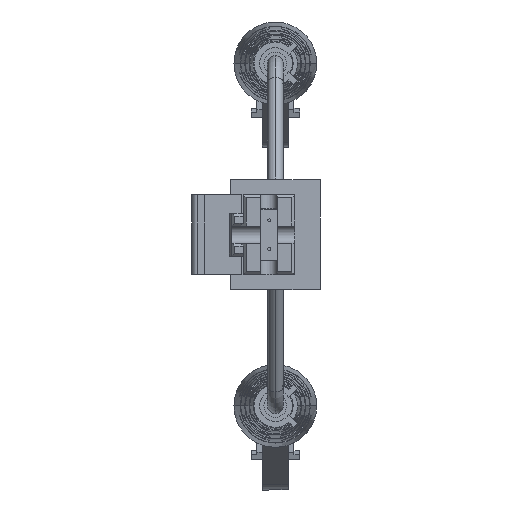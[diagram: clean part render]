
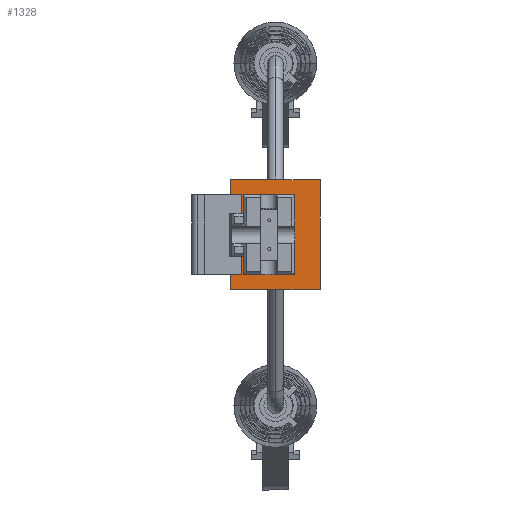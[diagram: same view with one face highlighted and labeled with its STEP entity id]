
A CAD part, left-side view. The second image highlights one B-rep face of the part: STEP entity #1328.
In plain terms, the highlighted face is planar.
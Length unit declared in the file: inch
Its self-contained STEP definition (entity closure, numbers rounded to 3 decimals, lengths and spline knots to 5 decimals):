
#1172 = EDGE_LOOP ( 'NONE', ( #1175, #1371, #1373, #1250 ) ) ;
#1175 = ORIENTED_EDGE ( 'NONE', *, *, #1177, .F. ) ;
#1177 = EDGE_CURVE ( 'NONE', #1384, #1179, #7483, .T. ) ;
#1179 = VERTEX_POINT ( 'NONE', #7619 ) ;
#1182 = ORIENTED_EDGE ( 'NONE', *, *, #1183, .T. ) ;
#1183 = EDGE_CURVE ( 'NONE', #1301, #1185, #7527, .T. ) ;
#1185 = VERTEX_POINT ( 'NONE', #7488 ) ;
#1214 = ORIENTED_EDGE ( 'NONE', *, *, #1215, .T. ) ;
#1215 = EDGE_CURVE ( 'NONE', #1185, #1246, #7604, .T. ) ;
#1242 = ORIENTED_EDGE ( 'NONE', *, *, #1244, .T. ) ;
#1244 = EDGE_CURVE ( 'NONE', #1246, #1247, #7510, .T. ) ;
#1246 = VERTEX_POINT ( 'NONE', #7629 ) ;
#1247 = VERTEX_POINT ( 'NONE', #7655 ) ;
#1250 = ORIENTED_EDGE ( 'NONE', *, *, #1251, .F. ) ;
#1251 = EDGE_CURVE ( 'NONE', #1179, #1376, #7663, .T. ) ;
#1297 = ORIENTED_EDGE ( 'NONE', *, *, #1300, .T. ) ;
#1300 = EDGE_CURVE ( 'NONE', #1247, #1301, #7785, .T. ) ;
#1301 = VERTEX_POINT ( 'NONE', #7817 ) ;
#1328 = ADVANCED_FACE ( 'NONE', ( #7788, #7787 ), #7777, .F. ) ;
#1329 = EDGE_LOOP ( 'NONE', ( #1242, #1297, #1182, #1214 ) ) ;
#1371 = ORIENTED_EDGE ( 'NONE', *, *, #1383, .F. ) ;
#1373 = ORIENTED_EDGE ( 'NONE', *, *, #1375, .F. ) ;
#1375 = EDGE_CURVE ( 'NONE', #1376, #1381, #7762, .T. ) ;
#1376 = VERTEX_POINT ( 'NONE', #7753 ) ;
#1381 = VERTEX_POINT ( 'NONE', #7864 ) ;
#1383 = EDGE_CURVE ( 'NONE', #1381, #1384, #7887, .T. ) ;
#1384 = VERTEX_POINT ( 'NONE', #7889 ) ;
#7481 = VECTOR ( 'NONE', #7561, 39.37008 ) ;
#7482 = CARTESIAN_POINT ( 'NONE',  ( 0.14, 0.2, -0.0675 ) ) ;
#7483 = LINE ( 'NONE', #7482, #7481 ) ;
#7488 = CARTESIAN_POINT ( 'NONE',  ( 0.1925, 0.2, -0.1575 ) ) ;
#7510 = LINE ( 'NONE', #7513, #7648 ) ;
#7513 = CARTESIAN_POINT ( 'NONE',  ( -0.1925, 0.2, 0.1575 ) ) ;
#7527 = LINE ( 'NONE', #7536, #7535 ) ;
#7534 = DIRECTION ( 'NONE',  ( 0., 0., -1. ) ) ;
#7535 = VECTOR ( 'NONE', #7534, 39.37008 ) ;
#7536 = CARTESIAN_POINT ( 'NONE',  ( 0.1925, 0.2, 0.1575 ) ) ;
#7561 = DIRECTION ( 'NONE',  ( 0., 0., -1. ) ) ;
#7594 = DIRECTION ( 'NONE',  ( -1., 0., 0. ) ) ;
#7595 = VECTOR ( 'NONE', #7594, 39.37008 ) ;
#7596 = CARTESIAN_POINT ( 'NONE',  ( -0.1925, 0.2, -0.1575 ) ) ;
#7604 = LINE ( 'NONE', #7596, #7595 ) ;
#7619 = CARTESIAN_POINT ( 'NONE',  ( 0.14, 0.2, -0.0675 ) ) ;
#7629 = CARTESIAN_POINT ( 'NONE',  ( -0.1925, 0.2, -0.1575 ) ) ;
#7648 = VECTOR ( 'NONE', #7706, 39.37008 ) ;
#7655 = CARTESIAN_POINT ( 'NONE',  ( -0.1925, 0.2, 0.1575 ) ) ;
#7661 = VECTOR ( 'NONE', #7686, 39.37008 ) ;
#7662 = CARTESIAN_POINT ( 'NONE',  ( 0.14, 0.2, -0.0675 ) ) ;
#7663 = LINE ( 'NONE', #7662, #7661 ) ;
#7686 = DIRECTION ( 'NONE',  ( -1., 0., 0. ) ) ;
#7706 = DIRECTION ( 'NONE',  ( 0., 0., 1. ) ) ;
#7753 = CARTESIAN_POINT ( 'NONE',  ( -0.14, 0.2, -0.0675 ) ) ;
#7754 = DIRECTION ( 'NONE',  ( 0., 0., 1. ) ) ;
#7755 = VECTOR ( 'NONE', #7754, 39.37008 ) ;
#7756 = CARTESIAN_POINT ( 'NONE',  ( -0.14, 0.2, -0.0675 ) ) ;
#7762 = LINE ( 'NONE', #7756, #7755 ) ;
#7775 = CARTESIAN_POINT ( 'NONE',  ( -0.1925, 0.2, -0.1575 ) ) ;
#7776 = AXIS2_PLACEMENT_3D ( 'NONE', #7775, #7813, #7812 ) ;
#7777 = PLANE ( 'NONE',  #7776 ) ;
#7785 = LINE ( 'NONE', #7852, #7851 ) ;
#7787 = FACE_BOUND ( 'NONE', #1172, .T. ) ;
#7788 = FACE_OUTER_BOUND ( 'NONE', #1329, .T. ) ;
#7812 = DIRECTION ( 'NONE',  ( 0., 0., -1. ) ) ;
#7813 = DIRECTION ( 'NONE',  ( 0., -1., 0. ) ) ;
#7817 = CARTESIAN_POINT ( 'NONE',  ( 0.1925, 0.2, 0.1575 ) ) ;
#7850 = DIRECTION ( 'NONE',  ( 1., 0., 0. ) ) ;
#7851 = VECTOR ( 'NONE', #7850, 39.37008 ) ;
#7852 = CARTESIAN_POINT ( 'NONE',  ( -0.1925, 0.2, 0.1575 ) ) ;
#7864 = CARTESIAN_POINT ( 'NONE',  ( -0.14, 0.2, 0.1125 ) ) ;
#7887 = LINE ( 'NONE', #7929, #7888 ) ;
#7888 = VECTOR ( 'NONE', #7913, 39.37008 ) ;
#7889 = CARTESIAN_POINT ( 'NONE',  ( 0.14, 0.2, 0.1125 ) ) ;
#7913 = DIRECTION ( 'NONE',  ( 1., 0., 0. ) ) ;
#7929 = CARTESIAN_POINT ( 'NONE',  ( 0.14, 0.2, 0.1125 ) ) ;
